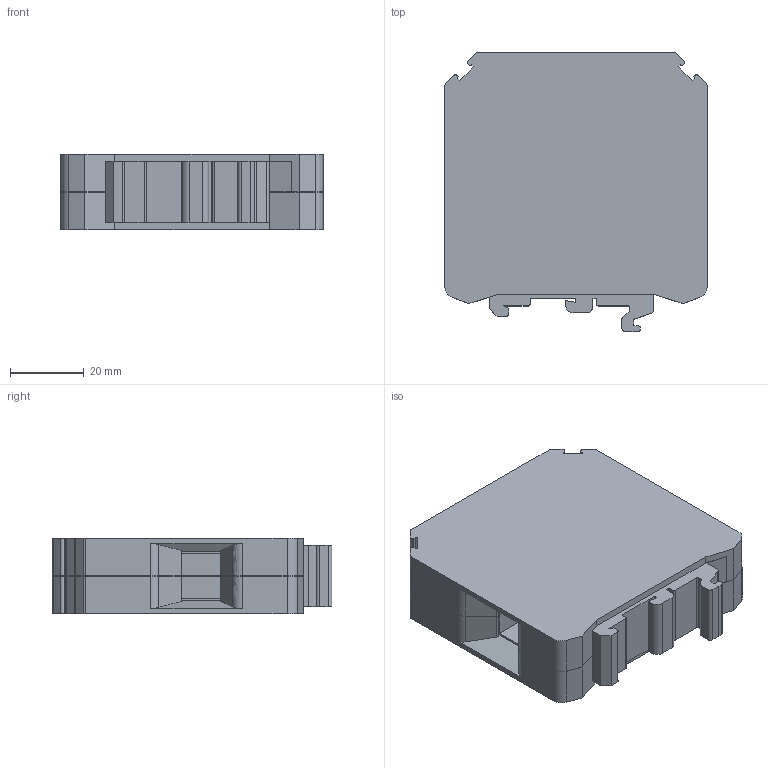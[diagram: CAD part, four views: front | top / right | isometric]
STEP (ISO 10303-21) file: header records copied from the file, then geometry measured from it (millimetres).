
FILE_DESCRIPTION(/* description */ ('Unknown'),/* implementation_level */ '2;1');
FILE_NAME(/* name */ 'ET50_GNYE_3D_SOLID',/* time_stamp */ '2024-11-18T11:36:50+05:00',/* author */ ('Unknown'),/* organization */ ('Unknown'),/* preprocessor_version */ 'ST-DEVELOPER v16.7',/* originating_system */ 'Solid Edge',/* authorisation */ 'Unknown');
FILE_SCHEMA (('AUTOMOTIVE_DESIGN {1 0 10303 214 3 1 1}'));
Length unit declared in the file: millimetre
Products named in the file (1): ET50_GNYE_3D
Bounding box: 71 x 75.78 x 20.52 mm (x, y, z)
Volume: 88143 mm3; surface area: 24363.1 mm2
Topology: 1 solids, 3 shells, 326 faces, 954 edges, 633 vertices
Faces by surface type: plane 200, cylinder 89, cone 21, torus 8, bspline 8
Entity records: 13125 total; most frequent: CARTESIAN_POINT 2067, ORIENTED_EDGE 1882, DIRECTION 1744, EDGE_CURVE 941, LINE 718, VECTOR 718, VERTEX_POINT 627, AXIS2_PLACEMENT_3D 513
